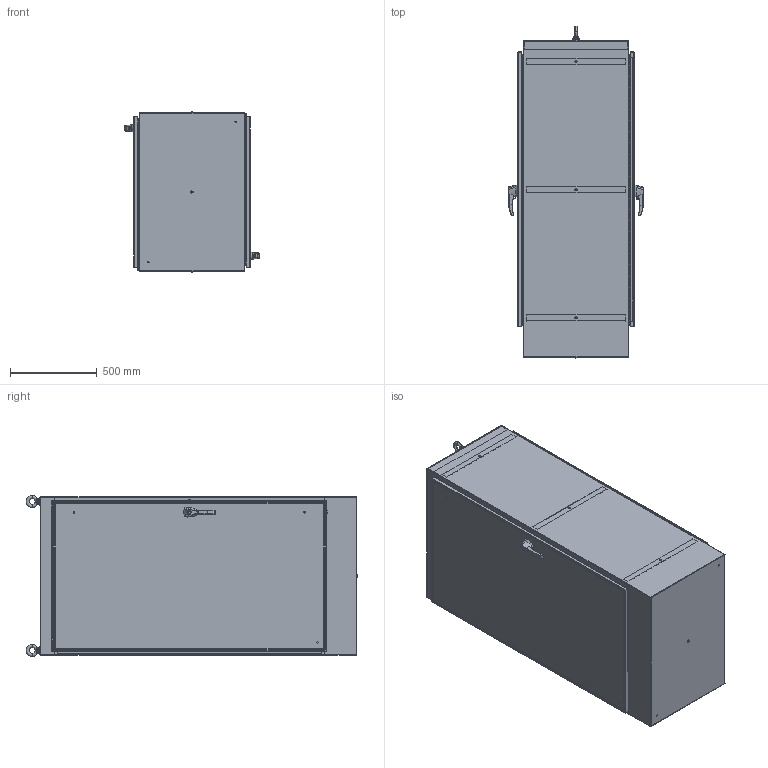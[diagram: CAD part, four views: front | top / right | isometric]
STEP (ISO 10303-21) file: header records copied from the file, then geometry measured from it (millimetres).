
FILE_DESCRIPTION (( 'STEP AP214' ), '1' );
FILE_NAME ('HN4FS723624DS16.STEP', '2019-09-03T19:21:37', ( '' ), ( '' ), 'SwSTEP 2.0', 'SolidWorks 2018', '' );
FILE_SCHEMA (( 'AUTOMOTIVE_DESIGN' ));
Length unit declared in the file: inch
Products named in the file (1): HN4FS723624DS16
Bounding box: 778.87 x 1917.43 x 929.74 mm (x, y, z)
Volume: 20816358.4 mm3; surface area: 17279737.5 mm2
Topology: 89 solids, 91 shells, 3217 faces, 8557 edges, 5542 vertices
Faces by surface type: cylinder 1501, plane 1448, cone 144, bspline 108, torus 16
Entity records: 160253 total; most frequent: CARTESIAN_POINT 37148, ORIENTED_EDGE 17070, DIRECTION 17005, EDGE_CURVE 8535, AXIS2_PLACEMENT_3D 6154, VERTEX_POINT 5542, VECTOR 4697, LINE 4697
